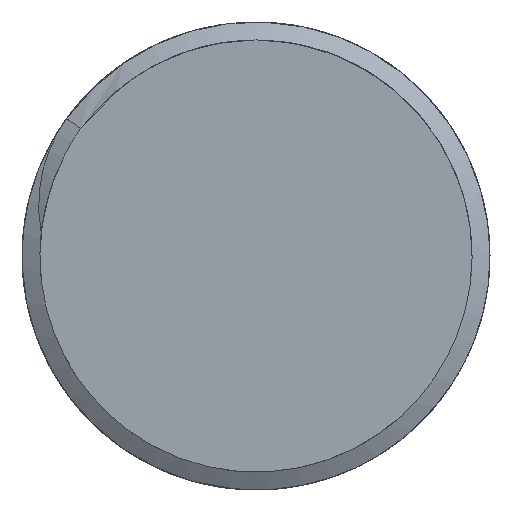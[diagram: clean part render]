
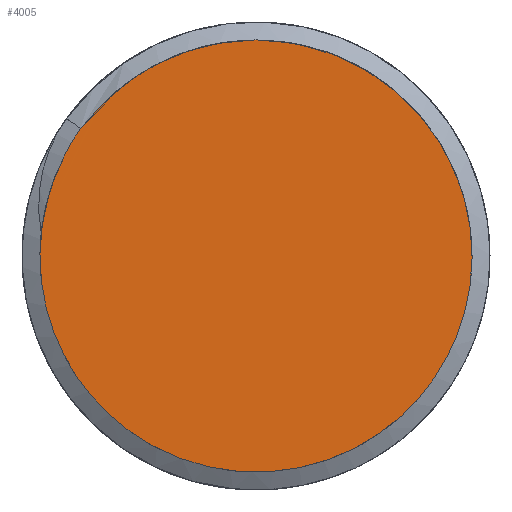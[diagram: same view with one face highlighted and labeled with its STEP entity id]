
A CAD part, left-side view. The second image highlights one B-rep face of the part: STEP entity #4005.
In plain terms, the highlighted free-form (B-spline) face has degree [1, 1] with [2, 2] control points.
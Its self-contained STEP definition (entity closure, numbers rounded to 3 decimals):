
#3773=CARTESIAN_POINT('',(4.,0.,8.375));
#3774=VERTEX_POINT('',#3773);
#3775=CARTESIAN_POINT('',(4.,7.447,3.836));
#3776=VERTEX_POINT('',#3775);
#3777=CARTESIAN_POINT('',(4.,0.,8.375));
#3778=CARTESIAN_POINT('',(4.,-14.506,8.375));
#3779=CARTESIAN_POINT('',(4.,-7.253,-4.188));
#3780=CARTESIAN_POINT('',(4.,0.,-16.75));
#3781=CARTESIAN_POINT('',(4.,7.253,-4.188));
#3782=CARTESIAN_POINT('',(4.,9.539,-0.229));
#3783=CARTESIAN_POINT('',(4.,7.445,3.835));
#3784=(BOUNDED_CURVE()B_SPLINE_CURVE(2,(#3777,#3778,#3779,#3780,#3781,#3782,#3783),.CIRCULAR_ARC.,.F.,.U.)B_SPLINE_CURVE_WITH_KNOTS((3,2,2,3),(0.174,0.507,0.84,1.),.UNSPECIFIED.)CURVE()GEOMETRIC_REPRESENTATION_ITEM()RATIONAL_B_SPLINE_CURVE((1.,0.5,1.,0.5,1.,0.76,0.75))REPRESENTATION_ITEM(''));
#3785=EDGE_CURVE('',#3774,#3776,#3784,.T.);
#3844=CARTESIAN_POINT('',(4.,6.059,5.773));
#3845=VERTEX_POINT('',#3844);
#3853=CARTESIAN_POINT('',(4.,6.063,5.778));
#3854=CARTESIAN_POINT('',(4.,3.588,8.375));
#3855=CARTESIAN_POINT('',(4.,0.,8.375));
#3856=(BOUNDED_CURVE()B_SPLINE_CURVE(2,(#3853,#3854,#3855),.CIRCULAR_ARC.,.F.,.U.)B_SPLINE_CURVE_WITH_KNOTS((3,3),(0.,0.132),.UNSPECIFIED.)CURVE()GEOMETRIC_REPRESENTATION_ITEM()RATIONAL_B_SPLINE_CURVE((0.761,0.802,1.))REPRESENTATION_ITEM(''));
#3857=EDGE_CURVE('',#3845,#3774,#3856,.T.);
#3964=CARTESIAN_POINT('',(4.,6.796,4.938));
#3965=VERTEX_POINT('',#3964);
#3966=CARTESIAN_POINT('',(4.,7.448,3.837));
#3967=CARTESIAN_POINT('',(4.,7.282,4.22));
#3968=CARTESIAN_POINT('',(4.,7.066,4.59));
#3969=CARTESIAN_POINT('',(4.,6.796,4.938));
#3970=B_SPLINE_CURVE_WITH_KNOTS('',3,(#3966,#3967,#3968,#3969),.UNSPECIFIED.,.F.,.U.,(4,4),(0.855,1.),.UNSPECIFIED.);
#3971=EDGE_CURVE('',#3776,#3965,#3970,.T.);
#3981=CARTESIAN_POINT('',(4.,-102.142,-104.386));
#3982=CARTESIAN_POINT('',(4.,102.142,-104.386));
#3983=CARTESIAN_POINT('',(4.,-102.142,99.898));
#3984=CARTESIAN_POINT('',(4.,102.142,99.898));
#3985=B_SPLINE_SURFACE_WITH_KNOTS('',1,1,((#3981,#3982),(#3983,#3984)),.PLANE_SURF.,.F.,.F.,.U.,(2,2),(2,2),(0.,1.),(0.,1.),.UNSPECIFIED.);
#3986=ORIENTED_EDGE('',*,*,#3785,.F.);
#3987=ORIENTED_EDGE('',*,*,#3857,.F.);
#3988=CARTESIAN_POINT('',(3.998,6.21,5.615));
#3989=VERTEX_POINT('',#3988);
#3990=CARTESIAN_POINT('',(4.,6.212,5.617));
#3991=CARTESIAN_POINT('',(4.,6.138,5.698));
#3992=CARTESIAN_POINT('',(4.,6.063,5.778));
#3993=(BOUNDED_CURVE()B_SPLINE_CURVE(2,(#3990,#3991,#3992),.CIRCULAR_ARC.,.F.,.U.)B_SPLINE_CURVE_WITH_KNOTS((3,3),(0.132,0.136),.UNSPECIFIED.)CURVE()GEOMETRIC_REPRESENTATION_ITEM()RATIONAL_B_SPLINE_CURVE((0.758,0.76,0.761))REPRESENTATION_ITEM(''));
#3994=EDGE_CURVE('',#3989,#3845,#3993,.T.);
#3995=ORIENTED_EDGE('',*,*,#3994,.F.);
#3996=CARTESIAN_POINT('',(4.,6.796,4.938));
#3997=CARTESIAN_POINT('',(4.,6.522,5.293));
#3998=CARTESIAN_POINT('',(4.,6.212,5.617));
#3999=B_SPLINE_CURVE_WITH_KNOTS('',2,(#3996,#3997,#3998),.UNSPECIFIED.,.F.,.U.,(3,3),(0.,0.804),.UNSPECIFIED.);
#4000=EDGE_CURVE('',#3965,#3989,#3999,.T.);
#4001=ORIENTED_EDGE('',*,*,#4000,.F.);
#4002=ORIENTED_EDGE('',*,*,#3971,.F.);
#4003=EDGE_LOOP('',(#3986,#3987,#3995,#4001,#4002));
#4004=FACE_OUTER_BOUND('',#4003,.T.);
#4005=ADVANCED_FACE('',(#4004),#3985,.T.);
